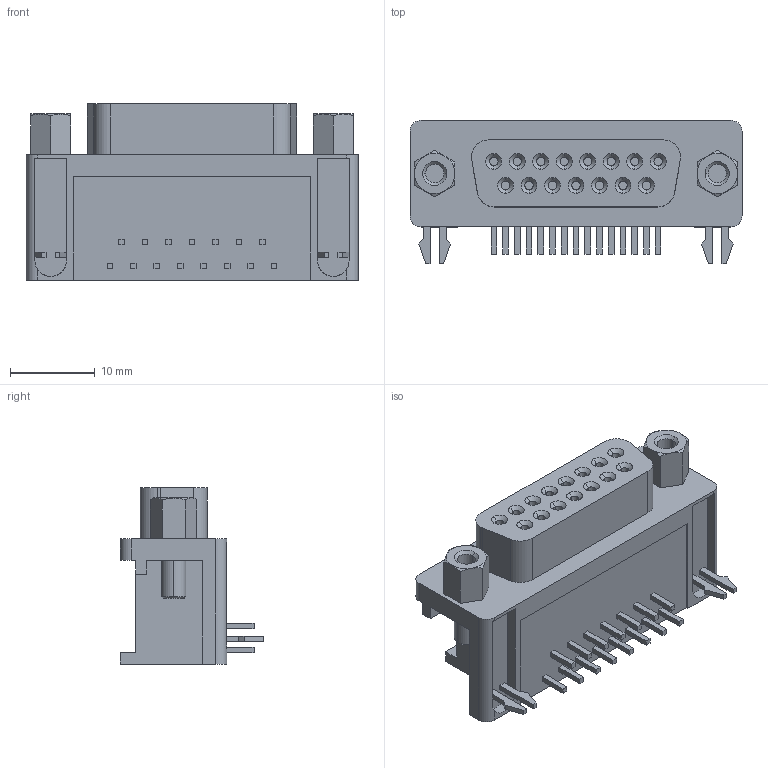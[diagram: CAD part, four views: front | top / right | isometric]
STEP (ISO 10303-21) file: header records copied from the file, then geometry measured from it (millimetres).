
FILE_DESCRIPTION (( 'STEP AP214' ), '1' );
FILE_NAME ('DHP8-15F-D-SUB.STEP', '2017-12-03T08:51:15', ( '' ), ( '' ), 'SwSTEP 2.0', 'SolidWorks 2017', '' );
FILE_SCHEMA (( 'AUTOMOTIVE_DESIGN' ));
Length unit declared in the file: millimetre
Products named in the file (1): DHP8-15F-D-SUB
Bounding box: 39.14 x 16.88 x 20.8 mm (x, y, z)
Volume: 6439.8 mm3; surface area: 3814.5 mm2
Topology: 1 solids, 1 shells, 272 faces, 637 edges, 408 vertices
Faces by surface type: plane 173, cone 50, cylinder 49
Entity records: 9030 total; most frequent: CARTESIAN_POINT 1432, DIRECTION 1307, ORIENTED_EDGE 1274, EDGE_CURVE 637, LINE 461, VECTOR 461, AXIS2_PLACEMENT_3D 423, VERTEX_POINT 408
